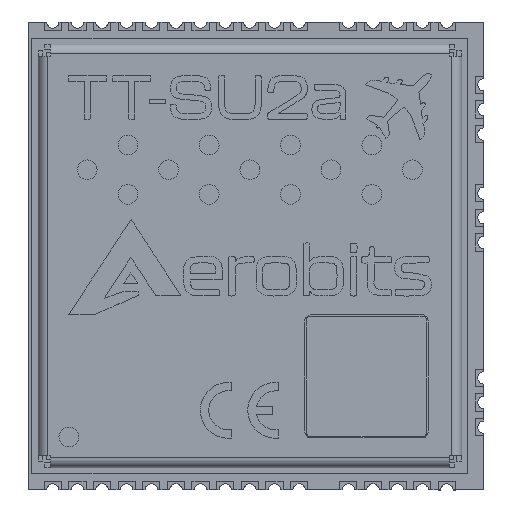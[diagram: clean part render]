
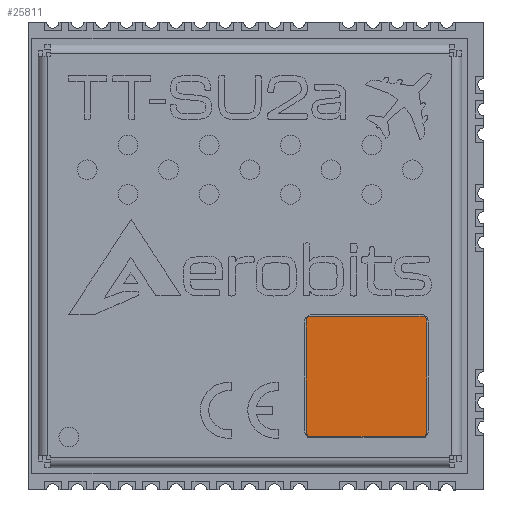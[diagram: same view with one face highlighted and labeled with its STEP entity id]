
A CAD part, top view. The second image highlights one B-rep face of the part: STEP entity #25811.
In plain terms, the highlighted face is planar.
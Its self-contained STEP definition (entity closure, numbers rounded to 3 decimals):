
#1220=PLANE('',#27732);
#2488=FACE_OUTER_BOUND('',#3826,.T.);
#3826=EDGE_LOOP('',(#23791,#23792,#23793,#23794,#23795,#23796,#23797,#23798,
#23799,#23800,#23801));
#6630=LINE('',#41186,#9706);
#6635=LINE('',#41200,#9711);
#6640=LINE('',#41218,#9716);
#6647=LINE('',#41247,#9723);
#9706=VECTOR('',#33706,10.);
#9711=VECTOR('',#33719,10.);
#9716=VECTOR('',#33738,10.);
#9723=VECTOR('',#33771,10.);
#10561=CIRCLE('',#27513,0.201);
#10563=CIRCLE('',#27517,476.604);
#10565=CIRCLE('',#27520,0.201);
#10567=CIRCLE('',#27524,0.201);
#10569=CIRCLE('',#27527,477.394);
#10571=CIRCLE('',#27530,0.206);
#10573=CIRCLE('',#27533,0.206);
#12829=VERTEX_POINT('',#41184);
#12830=VERTEX_POINT('',#41185);
#12833=VERTEX_POINT('',#41193);
#12835=VERTEX_POINT('',#41199);
#12837=VERTEX_POINT('',#41205);
#12839=VERTEX_POINT('',#41211);
#12841=VERTEX_POINT('',#41217);
#12843=VERTEX_POINT('',#41223);
#12845=VERTEX_POINT('',#41229);
#12847=VERTEX_POINT('',#41235);
#12849=VERTEX_POINT('',#41241);
#16344=EDGE_CURVE('',#12829,#12830,#6630,.T.);
#16348=EDGE_CURVE('',#12833,#12829,#10561,.T.);
#16351=EDGE_CURVE('',#12835,#12833,#6635,.T.);
#16354=EDGE_CURVE('',#12837,#12835,#10563,.T.);
#16357=EDGE_CURVE('',#12839,#12837,#10565,.T.);
#16360=EDGE_CURVE('',#12841,#12839,#6640,.T.);
#16363=EDGE_CURVE('',#12843,#12841,#10567,.T.);
#16366=EDGE_CURVE('',#12845,#12843,#10569,.T.);
#16369=EDGE_CURVE('',#12847,#12845,#10571,.T.);
#16372=EDGE_CURVE('',#12849,#12847,#10573,.T.);
#16375=EDGE_CURVE('',#12830,#12849,#6647,.T.);
#23791=ORIENTED_EDGE('',*,*,#16344,.T.);
#23792=ORIENTED_EDGE('',*,*,#16375,.T.);
#23793=ORIENTED_EDGE('',*,*,#16372,.T.);
#23794=ORIENTED_EDGE('',*,*,#16369,.T.);
#23795=ORIENTED_EDGE('',*,*,#16366,.T.);
#23796=ORIENTED_EDGE('',*,*,#16363,.T.);
#23797=ORIENTED_EDGE('',*,*,#16360,.T.);
#23798=ORIENTED_EDGE('',*,*,#16357,.T.);
#23799=ORIENTED_EDGE('',*,*,#16354,.T.);
#23800=ORIENTED_EDGE('',*,*,#16351,.T.);
#23801=ORIENTED_EDGE('',*,*,#16348,.T.);
#25811=ADVANCED_FACE('',(#2488),#1220,.T.);
#27513=AXIS2_PLACEMENT_3D('',#41194,#33712,#33713);
#27517=AXIS2_PLACEMENT_3D('',#41206,#33724,#33725);
#27520=AXIS2_PLACEMENT_3D('',#41212,#33731,#33732);
#27524=AXIS2_PLACEMENT_3D('',#41224,#33743,#33744);
#27527=AXIS2_PLACEMENT_3D('',#41230,#33750,#33751);
#27530=AXIS2_PLACEMENT_3D('',#41236,#33757,#33758);
#27533=AXIS2_PLACEMENT_3D('',#41242,#33764,#33765);
#27732=AXIS2_PLACEMENT_3D('',#41835,#34353,#34354);
#33706=DIRECTION('',(-1.,0.,0.));
#33712=DIRECTION('center_axis',(0.,0.,-1.));
#33713=DIRECTION('ref_axis',(0.991,-0.13,0.));
#33719=DIRECTION('',(-0.024,-1.,0.));
#33724=DIRECTION('center_axis',(0.,0.,-1.));
#33725=DIRECTION('ref_axis',(1.,0.005,0.));
#33731=DIRECTION('center_axis',(0.,0.,-1.));
#33732=DIRECTION('ref_axis',(0.029,1.,0.));
#33738=DIRECTION('',(1.,0.,0.));
#33743=DIRECTION('center_axis',(0.,0.,-1.));
#33744=DIRECTION('ref_axis',(-0.999,0.041,0.));
#33750=DIRECTION('center_axis',(0.,0.,-1.));
#33751=DIRECTION('ref_axis',(-1.,-0.005,0.));
#33757=DIRECTION('center_axis',(0.,0.,-1.));
#33758=DIRECTION('ref_axis',(-0.761,-0.649,0.));
#33764=DIRECTION('center_axis',(0.,0.,-1.));
#33765=DIRECTION('ref_axis',(-0.013,-1.,0.));
#33771=DIRECTION('',(-1.,0.,0.));
#34353=DIRECTION('center_axis',(0.,0.,-1.));
#34354=DIRECTION('ref_axis',(-1.,0.,0.));
#41184=CARTESIAN_POINT('',(15.597,11.041,0.));
#41185=CARTESIAN_POINT('',(14.989,11.041,0.));
#41186=CARTESIAN_POINT('',(7.796,11.038,0.));
#41193=CARTESIAN_POINT('',(15.785,11.216,0.));
#41194=CARTESIAN_POINT('Origin',(15.586,11.242,0.));
#41199=CARTESIAN_POINT('',(15.787,11.284,0.));
#41200=CARTESIAN_POINT('',(15.649,5.459,0.));
#41205=CARTESIAN_POINT('',(15.786,15.749,0.));
#41206=CARTESIAN_POINT('Origin',(-460.812,13.5,0.));
#41211=CARTESIAN_POINT('',(15.592,15.941,0.));
#41212=CARTESIAN_POINT('Origin',(15.586,15.74,0.));
#41217=CARTESIAN_POINT('',(11.081,15.941,0.));
#41218=CARTESIAN_POINT('',(5.541,15.941,0.));
#41223=CARTESIAN_POINT('',(10.887,15.749,0.));
#41224=CARTESIAN_POINT('Origin',(11.087,15.74,0.));
#41229=CARTESIAN_POINT('',(10.887,11.28,0.));
#41230=CARTESIAN_POINT('Origin',(488.275,13.5,0.));
#41235=CARTESIAN_POINT('',(10.933,11.113,0.));
#41236=CARTESIAN_POINT('Origin',(11.09,11.247,0.));
#41241=CARTESIAN_POINT('',(11.087,11.041,0.));
#41242=CARTESIAN_POINT('Origin',(11.09,11.247,0.));
#41247=CARTESIAN_POINT('',(7.494,11.041,0.));
#41835=CARTESIAN_POINT('Origin',(0.,0.,0.));
